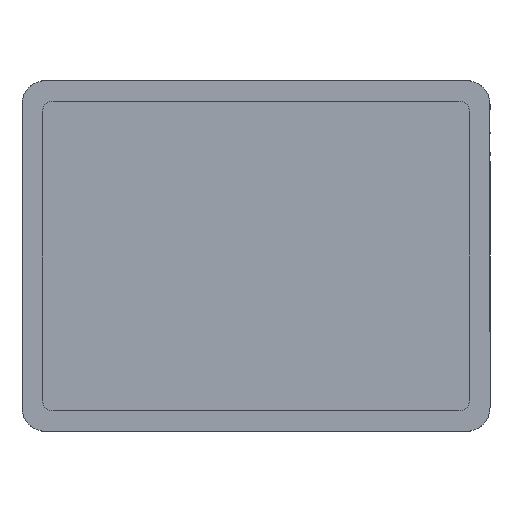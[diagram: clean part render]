
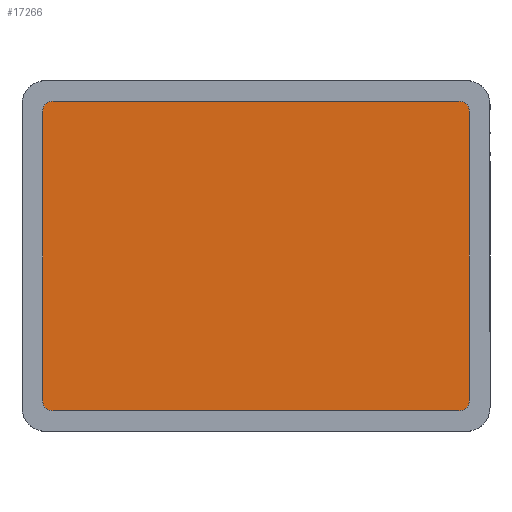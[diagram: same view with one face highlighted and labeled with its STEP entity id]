
A CAD part, front view. The second image highlights one B-rep face of the part: STEP entity #17266.
In plain terms, the highlighted planar face has unit normal (0, -1, 0).
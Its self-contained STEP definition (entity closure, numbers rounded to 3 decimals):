
#297 = ORIENTED_EDGE ( 'NONE', *, *, #19810, .F. ) ;
#763 = DIRECTION ( 'NONE',  ( 0., 1., 0. ) ) ;
#955 = DIRECTION ( 'NONE',  ( 0., 1., 0. ) ) ;
#1167 = AXIS2_PLACEMENT_3D ( 'NONE', #15186, #763, #11157 ) ;
#1175 = ORIENTED_EDGE ( 'NONE', *, *, #9394, .F. ) ;
#1705 = VECTOR ( 'NONE', #14466, 1000. ) ;
#1759 = CARTESIAN_POINT ( 'NONE',  ( -173., 0., -132. ) ) ;
#2011 = ORIENTED_EDGE ( 'NONE', *, *, #19348, .F. ) ;
#2150 = AXIS2_PLACEMENT_3D ( 'NONE', #2244, #8665, #2459 ) ;
#2244 = CARTESIAN_POINT ( 'NONE',  ( 173., 0., 123. ) ) ;
#2253 = VERTEX_POINT ( 'NONE', #18645 ) ;
#2383 = CARTESIAN_POINT ( 'NONE',  ( 173., 0., 132. ) ) ;
#2459 = DIRECTION ( 'NONE',  ( 0., 0., 1. ) ) ;
#2679 = AXIS2_PLACEMENT_3D ( 'NONE', #19715, #3743, #16883 ) ;
#3743 = DIRECTION ( 'NONE',  ( 0., 1., 0. ) ) ;
#4214 = VERTEX_POINT ( 'NONE', #4893 ) ;
#4402 = DIRECTION ( 'NONE',  ( 0., 0., -1. ) ) ;
#4503 = LINE ( 'NONE', #18806, #7562 ) ;
#4508 = CARTESIAN_POINT ( 'NONE',  ( -173., 0., 123. ) ) ;
#4893 = CARTESIAN_POINT ( 'NONE',  ( -182., 0., 123. ) ) ;
#4913 = LINE ( 'NONE', #1759, #8415 ) ;
#5597 = EDGE_CURVE ( 'NONE', #13533, #10557, #17197, .T. ) ;
#6457 = CARTESIAN_POINT ( 'NONE',  ( 182., 0., -123. ) ) ;
#6719 = CARTESIAN_POINT ( 'NONE',  ( -182., 0., -123. ) ) ;
#7562 = VECTOR ( 'NONE', #4402, 1000. ) ;
#7666 = CARTESIAN_POINT ( 'NONE',  ( -173., 0., 132. ) ) ;
#8174 = DIRECTION ( 'NONE',  ( -1., 0., 0. ) ) ;
#8415 = VECTOR ( 'NONE', #8174, 1000. ) ;
#8665 = DIRECTION ( 'NONE',  ( 0., 1., 0. ) ) ;
#8793 = FACE_OUTER_BOUND ( 'NONE', #18591, .T. ) ;
#8953 = CARTESIAN_POINT ( 'NONE',  ( -173., 0., -123. ) ) ;
#9394 = EDGE_CURVE ( 'NONE', #10557, #2253, #11209, .T. ) ;
#10101 = ORIENTED_EDGE ( 'NONE', *, *, #12540, .F. ) ;
#10367 = EDGE_CURVE ( 'NONE', #2253, #15722, #4503, .T. ) ;
#10557 = VERTEX_POINT ( 'NONE', #2383 ) ;
#10918 = DIRECTION ( 'NONE',  ( 0., 0., 1. ) ) ;
#11130 = DIRECTION ( 'NONE',  ( 0., 1., 0. ) ) ;
#11134 = CARTESIAN_POINT ( 'NONE',  ( -182., 0., 123. ) ) ;
#11157 = DIRECTION ( 'NONE',  ( 0., 0., 1. ) ) ;
#11209 = CIRCLE ( 'NONE', #2150, 9. ) ;
#11590 = VERTEX_POINT ( 'NONE', #19121 ) ;
#11646 = ORIENTED_EDGE ( 'NONE', *, *, #15351, .F. ) ;
#12020 = ORIENTED_EDGE ( 'NONE', *, *, #10367, .F. ) ;
#12540 = EDGE_CURVE ( 'NONE', #11590, #13335, #4913, .T. ) ;
#12579 = CIRCLE ( 'NONE', #19273, 9. ) ;
#13335 = VERTEX_POINT ( 'NONE', #17688 ) ;
#13498 = AXIS2_PLACEMENT_3D ( 'NONE', #4508, #11130, #10918 ) ;
#13533 = VERTEX_POINT ( 'NONE', #7666 ) ;
#13593 = EDGE_CURVE ( 'NONE', #4214, #13533, #15831, .T. ) ;
#13807 = DIRECTION ( 'NONE',  ( 0., 0., 1. ) ) ;
#14205 = LINE ( 'NONE', #11134, #16719 ) ;
#14466 = DIRECTION ( 'NONE',  ( 1., 0., 0. ) ) ;
#14967 = ORIENTED_EDGE ( 'NONE', *, *, #13593, .F. ) ;
#15186 = CARTESIAN_POINT ( 'NONE',  ( 173., 0., -123. ) ) ;
#15207 = PLANE ( 'NONE',  #2679 ) ;
#15351 = EDGE_CURVE ( 'NONE', #20479, #4214, #14205, .T. ) ;
#15722 = VERTEX_POINT ( 'NONE', #6457 ) ;
#15727 = CARTESIAN_POINT ( 'NONE',  ( -173., 0., 132. ) ) ;
#15831 = CIRCLE ( 'NONE', #13498, 9. ) ;
#16679 = ORIENTED_EDGE ( 'NONE', *, *, #5597, .F. ) ;
#16719 = VECTOR ( 'NONE', #20807, 1000. ) ;
#16883 = DIRECTION ( 'NONE',  ( 0., 0., 1. ) ) ;
#17197 = LINE ( 'NONE', #15727, #1705 ) ;
#17266 = ADVANCED_FACE ( 'NONE', ( #8793 ), #15207, .F. ) ;
#17688 = CARTESIAN_POINT ( 'NONE',  ( -173., 0., -132. ) ) ;
#17961 = CIRCLE ( 'NONE', #1167, 9. ) ;
#18591 = EDGE_LOOP ( 'NONE', ( #2011, #10101, #297, #12020, #1175, #16679, #14967, #11646 ) ) ;
#18645 = CARTESIAN_POINT ( 'NONE',  ( 182., 0., 123. ) ) ;
#18806 = CARTESIAN_POINT ( 'NONE',  ( 182., 0., 123. ) ) ;
#19121 = CARTESIAN_POINT ( 'NONE',  ( 173., 0., -132. ) ) ;
#19273 = AXIS2_PLACEMENT_3D ( 'NONE', #8953, #955, #13807 ) ;
#19348 = EDGE_CURVE ( 'NONE', #13335, #20479, #12579, .T. ) ;
#19715 = CARTESIAN_POINT ( 'NONE',  ( -173., 0., -123. ) ) ;
#19810 = EDGE_CURVE ( 'NONE', #15722, #11590, #17961, .T. ) ;
#20479 = VERTEX_POINT ( 'NONE', #6719 ) ;
#20807 = DIRECTION ( 'NONE',  ( 0., 0., 1. ) ) ;
